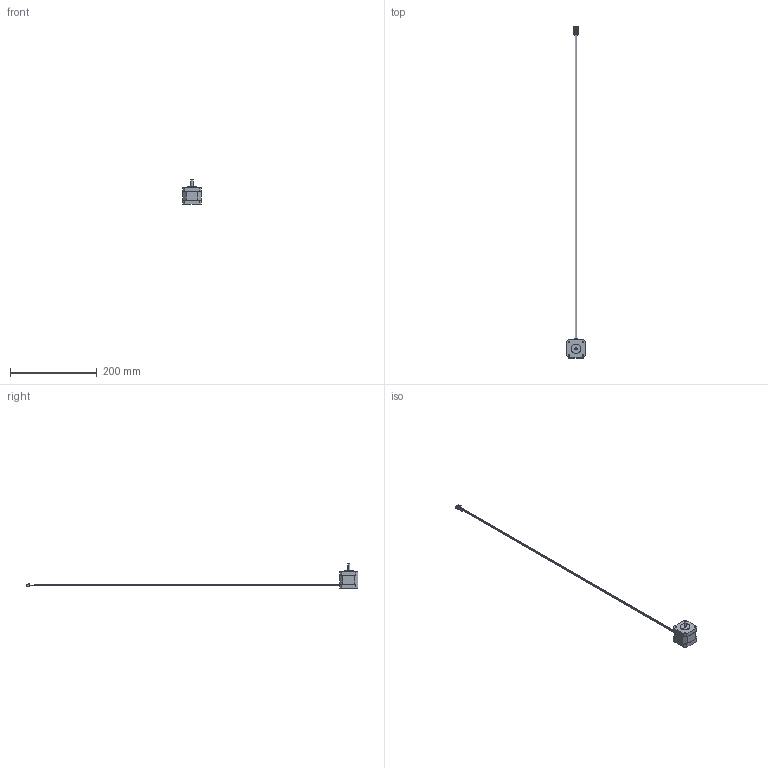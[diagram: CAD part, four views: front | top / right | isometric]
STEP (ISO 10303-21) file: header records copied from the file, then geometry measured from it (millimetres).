
FILE_DESCRIPTION (( 'STEP AP214' ), '1' );
FILE_NAME ('2195-A.STEP', '2015-10-29T09:12:57', ( '' ), ( '' ), 'SwSTEP 2.0', 'SolidWorks 2015', '' );
FILE_SCHEMA (( 'AUTOMOTIVE_DESIGN' ));
Length unit declared in the file: millimetre
Products named in the file (1): 2195-A
Bounding box: 42.3 x 764.8 x 56 mm (x, y, z)
Volume: 67984 mm3; surface area: 19487.2 mm2
Topology: 2 solids, 2 shells, 186 faces, 478 edges, 312 vertices
Faces by surface type: plane 138, cylinder 32, torus 16
Entity records: 6789 total; most frequent: CARTESIAN_POINT 977, ORIENTED_EDGE 956, DIRECTION 952, EDGE_CURVE 478, LINE 378, VECTOR 378, VERTEX_POINT 312, AXIS2_PLACEMENT_3D 287
